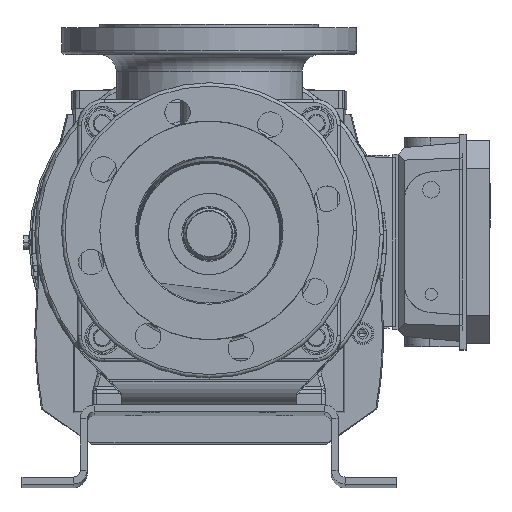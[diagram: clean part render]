
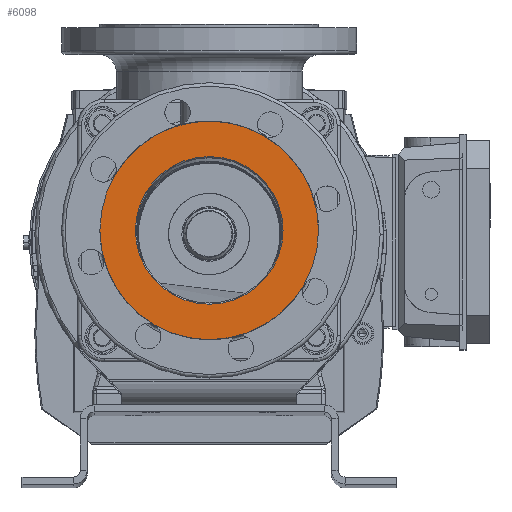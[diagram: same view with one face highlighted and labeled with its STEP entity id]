
A CAD part, top view. The second image highlights one B-rep face of the part: STEP entity #6098.
In plain terms, the highlighted planar face has unit normal (0, 0, 1).
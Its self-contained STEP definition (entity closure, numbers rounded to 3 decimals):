
#508 = EDGE_CURVE ( 'NONE', #118687, #106772, #123386, .T. ) ;
#849 = AXIS2_PLACEMENT_3D ( 'NONE', #42923, #43779, #148017 ) ;
#5447 = CARTESIAN_POINT ( 'NONE',  ( 51.245, 325.432, 910.512 ) ) ;
#6098 = ADVANCED_FACE ( 'NONE', ( #113461, #151238 ), #86190, .T. ) ;
#15306 = DIRECTION ( 'NONE',  ( 1., 0., 0. ) ) ;
#27894 = DIRECTION ( 'NONE',  ( 0., 0., -1. ) ) ;
#31484 = EDGE_CURVE ( 'NONE', #106772, #118687, #161087, .T. ) ;
#31903 = DIRECTION ( 'NONE',  ( 0., 0., 1. ) ) ;
#38555 = EDGE_CURVE ( 'NONE', #85616, #55550, #48681, .T. ) ;
#41081 = CARTESIAN_POINT ( 'NONE',  ( -12.255, 325.432, 910.512 ) ) ;
#42923 = CARTESIAN_POINT ( 'NONE',  ( 51.245, 325.432, 910.512 ) ) ;
#43779 = DIRECTION ( 'NONE',  ( 0., 0., 1. ) ) ;
#48415 = EDGE_LOOP ( 'NONE', ( #60266, #60842 ) ) ;
#48681 = CIRCLE ( 'NONE', #59569, 63.5 ) ;
#51225 = CARTESIAN_POINT ( 'NONE',  ( 145.245, 325.432, 910.512 ) ) ;
#55550 = VERTEX_POINT ( 'NONE', #41081 ) ;
#57546 = DIRECTION ( 'NONE',  ( 1., 0., 0. ) ) ;
#59569 = AXIS2_PLACEMENT_3D ( 'NONE', #77375, #27894, #143225 ) ;
#60266 = ORIENTED_EDGE ( 'NONE', *, *, #38555, .T. ) ;
#60842 = ORIENTED_EDGE ( 'NONE', *, *, #128982, .T. ) ;
#66543 = CARTESIAN_POINT ( 'NONE',  ( 51.245, 325.432, 910.512 ) ) ;
#72515 = CARTESIAN_POINT ( 'NONE',  ( 51.245, 325.432, 910.512 ) ) ;
#72961 = AXIS2_PLACEMENT_3D ( 'NONE', #72515, #165829, #124551 ) ;
#73384 = EDGE_LOOP ( 'NONE', ( #148454, #96856 ) ) ;
#77375 = CARTESIAN_POINT ( 'NONE',  ( 51.245, 325.432, 910.512 ) ) ;
#81775 = CIRCLE ( 'NONE', #166647, 63.5 ) ;
#85616 = VERTEX_POINT ( 'NONE', #88985 ) ;
#86190 = PLANE ( 'NONE',  #72961 ) ;
#88985 = CARTESIAN_POINT ( 'NONE',  ( 114.745, 325.432, 910.512 ) ) ;
#96856 = ORIENTED_EDGE ( 'NONE', *, *, #508, .T. ) ;
#98109 = AXIS2_PLACEMENT_3D ( 'NONE', #5447, #31903, #57546 ) ;
#106772 = VERTEX_POINT ( 'NONE', #51225 ) ;
#113461 = FACE_BOUND ( 'NONE', #48415, .T. ) ;
#118510 = DIRECTION ( 'NONE',  ( 0., 0., -1. ) ) ;
#118687 = VERTEX_POINT ( 'NONE', #124235 ) ;
#123386 = CIRCLE ( 'NONE', #849, 94. ) ;
#124235 = CARTESIAN_POINT ( 'NONE',  ( -42.755, 325.432, 910.512 ) ) ;
#124551 = DIRECTION ( 'NONE',  ( 1., 0., 0. ) ) ;
#128982 = EDGE_CURVE ( 'NONE', #55550, #85616, #81775, .T. ) ;
#143225 = DIRECTION ( 'NONE',  ( 1., 0., 0. ) ) ;
#148017 = DIRECTION ( 'NONE',  ( 1., 0., 0. ) ) ;
#148454 = ORIENTED_EDGE ( 'NONE', *, *, #31484, .T. ) ;
#151238 = FACE_OUTER_BOUND ( 'NONE', #73384, .T. ) ;
#161087 = CIRCLE ( 'NONE', #98109, 94. ) ;
#165829 = DIRECTION ( 'NONE',  ( 0., 0., 1. ) ) ;
#166647 = AXIS2_PLACEMENT_3D ( 'NONE', #66543, #118510, #15306 ) ;
